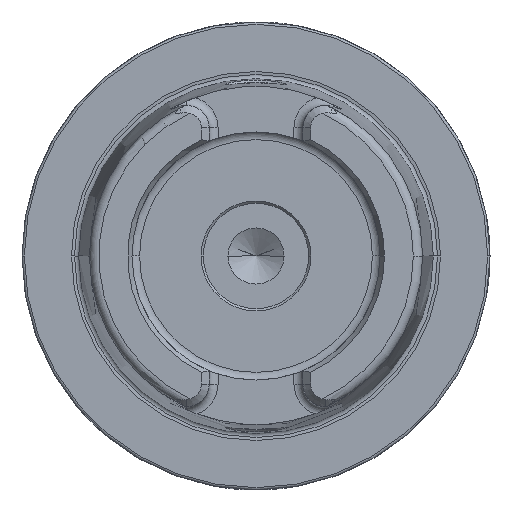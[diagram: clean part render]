
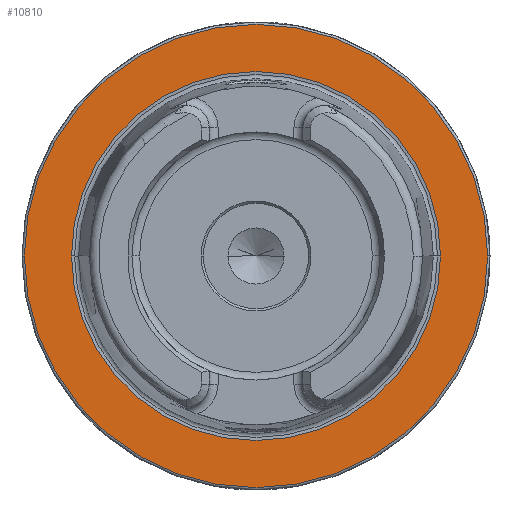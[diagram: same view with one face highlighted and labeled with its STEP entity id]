
A CAD part, left-side view. The second image highlights one B-rep face of the part: STEP entity #10810.
In plain terms, the highlighted planar face has unit normal (-1, 0, 0).
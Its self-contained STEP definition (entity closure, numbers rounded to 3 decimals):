
#297 = AXIS2_PLACEMENT_3D ( 'NONE', #1041, #1046, #1047 ) ;
#402 = AXIS2_PLACEMENT_3D ( 'NONE', #6580, #6582, #6583 ) ;
#403 = AXIS2_PLACEMENT_3D ( 'NONE', #6586, #6588, #6589 ) ;
#1041 = CARTESIAN_POINT ( 'NONE',  ( 0., 49.5, 0. ) ) ;
#1044 = PLANE ( 'NONE',  #297 ) ;
#1046 = DIRECTION ( 'NONE',  ( 1., 0., 0. ) ) ;
#1047 = DIRECTION ( 'NONE',  ( 0., 1., 0. ) ) ;
#1866 = VERTEX_POINT ( 'NONE', #12869 ) ;
#2634 = VERTEX_POINT ( 'NONE', #4499 ) ;
#2636 = VERTEX_POINT ( 'NONE', #4501 ) ;
#2675 = VERTEX_POINT ( 'NONE', #4540 ) ;
#2858 = EDGE_LOOP ( 'NONE', ( #9245, #9234 ) ) ;
#4499 = CARTESIAN_POINT ( 'NONE',  ( 0., 49.5, 0. ) ) ;
#4501 = CARTESIAN_POINT ( 'NONE',  ( 0., -49.5, 0. ) ) ;
#4540 = CARTESIAN_POINT ( 'NONE',  ( 0., 39.414, 0. ) ) ;
#5567 = CARTESIAN_POINT ( 'NONE',  ( 0., 0., 0. ) ) ;
#5568 = DIRECTION ( 'NONE',  ( -1., 0., 0. ) ) ;
#5569 = DIRECTION ( 'NONE',  ( 0., -1., 0. ) ) ;
#5577 = CARTESIAN_POINT ( 'NONE',  ( 0., 0., 0. ) ) ;
#5578 = DIRECTION ( 'NONE',  ( -1., 0., 0. ) ) ;
#5579 = DIRECTION ( 'NONE',  ( 0., -1., 0. ) ) ;
#6580 = CARTESIAN_POINT ( 'NONE',  ( 0., 0., 0. ) ) ;
#6582 = DIRECTION ( 'NONE',  ( -1., 0., 0. ) ) ;
#6583 = DIRECTION ( 'NONE',  ( 0., -1., 0. ) ) ;
#6586 = CARTESIAN_POINT ( 'NONE',  ( 0., 0., 0. ) ) ;
#6588 = DIRECTION ( 'NONE',  ( -1., 0., 0. ) ) ;
#6589 = DIRECTION ( 'NONE',  ( 0., -1., 0. ) ) ;
#7324 = AXIS2_PLACEMENT_3D ( 'NONE', #5567, #5568, #5569 ) ;
#7327 = AXIS2_PLACEMENT_3D ( 'NONE', #5577, #5578, #5579 ) ;
#7343 = EDGE_LOOP ( 'NONE', ( #9231, #9242 ) ) ;
#7846 = CIRCLE ( 'NONE', #403, 39.414 ) ;
#7849 = CIRCLE ( 'NONE', #402, 49.5 ) ;
#8117 = EDGE_CURVE ( 'NONE', #2675, #1866, #8827, .T. ) ;
#8121 = EDGE_CURVE ( 'NONE', #2636, #2634, #8834, .T. ) ;
#8827 = CIRCLE ( 'NONE', #7324, 39.414 ) ;
#8834 = CIRCLE ( 'NONE', #7327, 49.5 ) ;
#8962 = FACE_BOUND ( 'NONE', #2858, .T. ) ;
#8966 = FACE_OUTER_BOUND ( 'NONE', #7343, .T. ) ;
#9231 = ORIENTED_EDGE ( 'NONE', *, *, #8121, .T. ) ;
#9234 = ORIENTED_EDGE ( 'NONE', *, *, #8117, .F. ) ;
#9242 = ORIENTED_EDGE ( 'NONE', *, *, #11233, .T. ) ;
#9245 = ORIENTED_EDGE ( 'NONE', *, *, #11234, .F. ) ;
#10810 = ADVANCED_FACE ( 'NONE', ( #8962, #8966 ), #1044, .F. ) ;
#11233 = EDGE_CURVE ( 'NONE', #2634, #2636, #7849, .T. ) ;
#11234 = EDGE_CURVE ( 'NONE', #1866, #2675, #7846, .T. ) ;
#12869 = CARTESIAN_POINT ( 'NONE',  ( 0., -39.414, 0. ) ) ;
